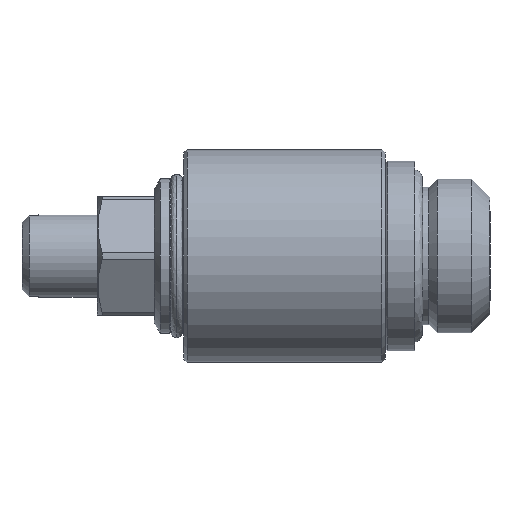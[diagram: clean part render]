
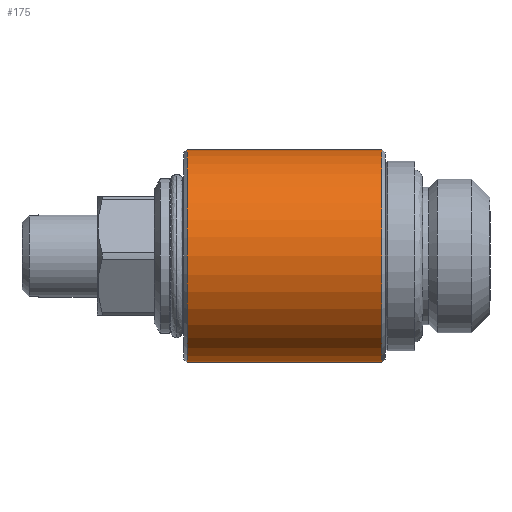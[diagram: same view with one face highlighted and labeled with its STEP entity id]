
A CAD part, left-side view. The second image highlights one B-rep face of the part: STEP entity #175.
In plain terms, the highlighted cylindrical face has radius 9 mm (diameter 18 mm), a full revolution.
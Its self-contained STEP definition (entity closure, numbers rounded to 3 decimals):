
#175 = ADVANCED_FACE( 'NONE', ( #417, #418, #419 ), #420, .T. );
#417 = FACE_OUTER_BOUND( '', #1033, .T. );
#418 = FACE_OUTER_BOUND( '', #1034, .T. );
#419 = FACE_BOUND( '', #1035, .T. );
#420 = CYLINDRICAL_SURFACE( '', #1036, 9. );
#1033 = EDGE_LOOP( '', ( #4022 ) );
#1034 = EDGE_LOOP( '', ( #4023 ) );
#1035 = EDGE_LOOP( '', ( #4024, #4025 ) );
#1036 = AXIS2_PLACEMENT_3D( '', #4026, #4027, #4028 );
#4022 = ORIENTED_EDGE( '', *, *, #5558, .T. );
#4023 = ORIENTED_EDGE( '', *, *, #5559, .T. );
#4024 = ORIENTED_EDGE( '', *, *, #5560, .T. );
#4025 = ORIENTED_EDGE( '', *, *, #5561, .T. );
#4026 = CARTESIAN_POINT( '', ( 0., 7.819, 0. ) );
#4027 = DIRECTION( '', ( 0., -1., 0. ) );
#4028 = DIRECTION( '', ( 0., 0., -1. ) );
#5558 = EDGE_CURVE( 'NONE', #6103, #6103, #6104, .T. );
#5559 = EDGE_CURVE( 'NONE', #6105, #6105, #6106, .T. );
#5560 = EDGE_CURVE( 'NONE', #6107, #6108, #6109, .T. );
#5561 = EDGE_CURVE( 'NONE', #6108, #6107, #6110, .T. );
#6103 = VERTEX_POINT( '', #7068 );
#6104 = CIRCLE( '', #7069, 9. );
#6105 = VERTEX_POINT( '', #7070 );
#6106 = CIRCLE( '', #7071, 9. );
#6107 = VERTEX_POINT( 'NONE', #7072 );
#6108 = VERTEX_POINT( 'NONE', #7073 );
#6109 = B_SPLINE_CURVE_WITH_KNOTS( '', 3, ( #7074, #7075, #7076, #7077, #7078, #7079, #7080, #7081, #7082, #7083, #7084, #7085, #7086, #7087, #7088, #7089, #7090, #7091, #7092, #7093, #7094, #7095, #7096, #7097, #7098, #7099, #7100, #7101 ), .UNSPECIFIED., .F., .F., ( 4, 1, 1, 1, 1, 1, 1, 1, 1, 1, 1, 1, 1, 1, 1, 1, 1, 1, 1, 1, 1, 1, 1, 1, 1, 4 ), ( 0., 0.013, 0.026, 0.038, 0.051, 0.062, 0.093, 0.125, 0.186, 0.25, 0.313, 0.375, 0.438, 0.5, 0.562, 0.625, 0.687, 0.75, 0.813, 0.875, 0.907, 0.937, 0.953, 0.969, 0.982, 1. ), .UNSPECIFIED. );
#6110 = B_SPLINE_CURVE_WITH_KNOTS( '', 3, ( #7102, #7103, #7104, #7105, #7106, #7107, #7108, #7109, #7110, #7111, #7112, #7113, #7114, #7115, #7116, #7117, #7118, #7119, #7120, #7121, #7122, #7123, #7124, #7125, #7126, #7127, #7128, #7129 ), .UNSPECIFIED., .F., .F., ( 4, 1, 1, 1, 1, 1, 1, 1, 1, 1, 1, 1, 1, 1, 1, 1, 1, 1, 1, 1, 1, 1, 1, 1, 1, 4 ), ( 0., 0.013, 0.026, 0.038, 0.051, 0.062, 0.093, 0.125, 0.186, 0.25, 0.313, 0.375, 0.438, 0.5, 0.562, 0.625, 0.687, 0.75, 0.813, 0.875, 0.907, 0.937, 0.953, 0.969, 0.982, 1. ), .UNSPECIFIED. );
#7068 = CARTESIAN_POINT( '', ( 0., 25.9, -9. ) );
#7069 = AXIS2_PLACEMENT_3D( '', #10516, #10517, #10518 );
#7070 = CARTESIAN_POINT( '', ( 0., 9.5, -9. ) );
#7071 = AXIS2_PLACEMENT_3D( '', #10519, #10520, #10521 );
#7072 = CARTESIAN_POINT( '', ( 7.065, 17.691, 5.576 ) );
#7073 = CARTESIAN_POINT( '', ( 7.065, 17.717, -5.576 ) );
#7074 = CARTESIAN_POINT( '', ( 7.065, 17.691, 5.576 ) );
#7075 = CARTESIAN_POINT( '', ( 7.066, 17.77, 5.575 ) );
#7076 = CARTESIAN_POINT( '', ( 7.068, 17.927, 5.572 ) );
#7077 = CARTESIAN_POINT( '', ( 7.079, 18.158, 5.558 ) );
#7078 = CARTESIAN_POINT( '', ( 7.096, 18.384, 5.536 ) );
#7079 = CARTESIAN_POINT( '', ( 7.118, 18.603, 5.507 ) );
#7080 = CARTESIAN_POINT( '', ( 7.162, 18.929, 5.451 ) );
#7081 = CARTESIAN_POINT( '', ( 7.243, 19.361, 5.344 ) );
#7082 = CARTESIAN_POINT( '', ( 7.418, 20.052, 5.101 ) );
#7083 = CARTESIAN_POINT( '', ( 7.697, 20.865, 4.681 ) );
#7084 = CARTESIAN_POINT( '', ( 8.074, 21.713, 4.007 ) );
#7085 = CARTESIAN_POINT( '', ( 8.437, 22.427, 3.182 ) );
#7086 = CARTESIAN_POINT( '', ( 8.744, 22.97, 2.217 ) );
#7087 = CARTESIAN_POINT( '', ( 8.95, 23.319, 1.149 ) );
#7088 = CARTESIAN_POINT( '', ( 9.024, 23.439, 0.013 ) );
#7089 = CARTESIAN_POINT( '', ( 8.953, 23.325, -1.123 ) );
#7090 = CARTESIAN_POINT( '', ( 8.75, 22.98, -2.193 ) );
#7091 = CARTESIAN_POINT( '', ( 8.445, 22.442, -3.161 ) );
#7092 = CARTESIAN_POINT( '', ( 8.082, 21.731, -3.989 ) );
#7093 = CARTESIAN_POINT( '', ( 7.705, 20.886, -4.667 ) );
#7094 = CARTESIAN_POINT( '', ( 7.425, 20.075, -5.09 ) );
#7095 = CARTESIAN_POINT( '', ( 7.248, 19.386, -5.336 ) );
#7096 = CARTESIAN_POINT( '', ( 7.162, 18.932, -5.45 ) );
#7097 = CARTESIAN_POINT( '', ( 7.113, 18.565, -5.514 ) );
#7098 = CARTESIAN_POINT( '', ( 7.086, 18.296, -5.549 ) );
#7099 = CARTESIAN_POINT( '', ( 7.071, 18.013, -5.568 ) );
#7100 = CARTESIAN_POINT( '', ( 7.067, 17.824, -5.573 ) );
#7101 = CARTESIAN_POINT( '', ( 7.065, 17.717, -5.576 ) );
#7102 = CARTESIAN_POINT( '', ( 7.065, 17.717, -5.576 ) );
#7103 = CARTESIAN_POINT( '', ( 7.066, 17.638, -5.575 ) );
#7104 = CARTESIAN_POINT( '', ( 7.068, 17.481, -5.572 ) );
#7105 = CARTESIAN_POINT( '', ( 7.079, 17.249, -5.558 ) );
#7106 = CARTESIAN_POINT( '', ( 7.095, 17.023, -5.537 ) );
#7107 = CARTESIAN_POINT( '', ( 7.118, 16.804, -5.508 ) );
#7108 = CARTESIAN_POINT( '', ( 7.161, 16.478, -5.452 ) );
#7109 = CARTESIAN_POINT( '', ( 7.241, 16.045, -5.346 ) );
#7110 = CARTESIAN_POINT( '', ( 7.416, 15.353, -5.103 ) );
#7111 = CARTESIAN_POINT( '', ( 7.695, 14.539, -4.684 ) );
#7112 = CARTESIAN_POINT( '', ( 8.072, 13.69, -4.01 ) );
#7113 = CARTESIAN_POINT( '', ( 8.436, 12.975, -3.184 ) );
#7114 = CARTESIAN_POINT( '', ( 8.743, 12.431, -2.219 ) );
#7115 = CARTESIAN_POINT( '', ( 8.95, 12.081, -1.15 ) );
#7116 = CARTESIAN_POINT( '', ( 9.024, 11.961, -0.014 ) );
#7117 = CARTESIAN_POINT( '', ( 8.953, 12.075, 1.124 ) );
#7118 = CARTESIAN_POINT( '', ( 8.749, 12.42, 2.195 ) );
#7119 = CARTESIAN_POINT( '', ( 8.444, 12.96, 3.163 ) );
#7120 = CARTESIAN_POINT( '', ( 8.081, 13.671, 3.992 ) );
#7121 = CARTESIAN_POINT( '', ( 7.704, 14.517, 4.67 ) );
#7122 = CARTESIAN_POINT( '', ( 7.424, 15.33, 5.093 ) );
#7123 = CARTESIAN_POINT( '', ( 7.247, 16.02, 5.338 ) );
#7124 = CARTESIAN_POINT( '', ( 7.161, 16.474, 5.452 ) );
#7125 = CARTESIAN_POINT( '', ( 7.112, 16.842, 5.515 ) );
#7126 = CARTESIAN_POINT( '', ( 7.085, 17.111, 5.549 ) );
#7127 = CARTESIAN_POINT( '', ( 7.07, 17.394, 5.569 ) );
#7128 = CARTESIAN_POINT( '', ( 7.067, 17.584, 5.573 ) );
#7129 = CARTESIAN_POINT( '', ( 7.065, 17.691, 5.576 ) );
#10516 = CARTESIAN_POINT( '', ( 0., 25.9, 0. ) );
#10517 = DIRECTION( '', ( 0., -1., 0. ) );
#10518 = DIRECTION( '', ( 0., 0., -1. ) );
#10519 = CARTESIAN_POINT( '', ( 0., 9.5, 0. ) );
#10520 = DIRECTION( '', ( 0., 1., 0. ) );
#10521 = DIRECTION( '', ( 0., 0., -1. ) );
